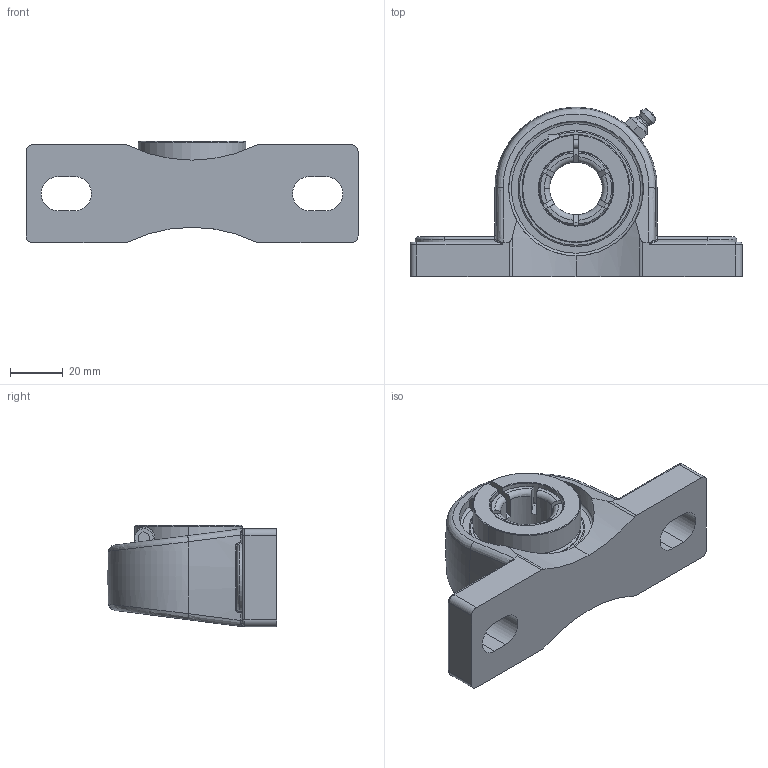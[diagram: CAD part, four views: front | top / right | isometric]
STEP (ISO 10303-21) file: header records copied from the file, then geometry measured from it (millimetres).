
FILE_DESCRIPTION(('HOOPS Exchange Step'),'2;1');
FILE_NAME('export-25B89CBA-0903-4956-9F03-239FDABB3911.stp','2019-12-13T14:35:31-08:00',('ibuslach'),('Alibre'),'HOOPS Exchange 2019.2','Alibre','Unknown authorisation');
FILE_SCHEMA( ('AP242_MANAGED_MODEL_BASED_3D_ENGINEERING_MIM_LF {1 0 10303 442 1 1 4 }') );
Length unit declared in the file: centimetre
Products named in the file (8): MRN SP 201-204; UCP ZERK 5mm; SUE 204 RACES; SUE 204 SHIELD; SUE 204 LOCK RING; SUE 204 BOLT; MRN SUE 204; MRN SUEP 204
Assembly tree (8 placements, depth 3):
  MRN SUEP 204
    MRN SP 201-204
    UCP ZERK 5mm
    MRN SUE 204
      SUE 204 RACES
      SUE 204 SHIELD  x2
      SUE 204 LOCK RING
      SUE 204 BOLT
Bounding box: 125.5 x 63.97 x 38.3 mm (x, y, z)
Volume: 102734.4 mm3; surface area: 40227.4 mm2
Topology: 8 solids, 8 shells, 278 faces, 753 edges, 486 vertices
Faces by surface type: cylinder 87, plane 80, torus 40, cone 40, bspline 22, sphere 9
Full cylindrical faces by diameter (mm): 1.474 x2, 3.242 x2, 4 x1, 5 x2, 7 x1, 20 x1, 32 x4, 32.508 x2, 40 x2, 40.792 x2, 50.911 x2
Entity records: 18642 total; most frequent: CARTESIAN_POINT 11698, ORIENTED_EDGE 1450, DIRECTION 1425, EDGE_CURVE 725, AXIS2_PLACEMENT_3D 591, VERTEX_POINT 472, CIRCLE 298, EDGE_LOOP 297
